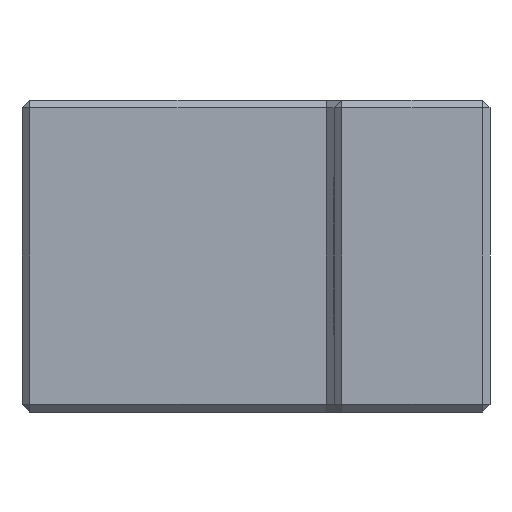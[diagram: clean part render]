
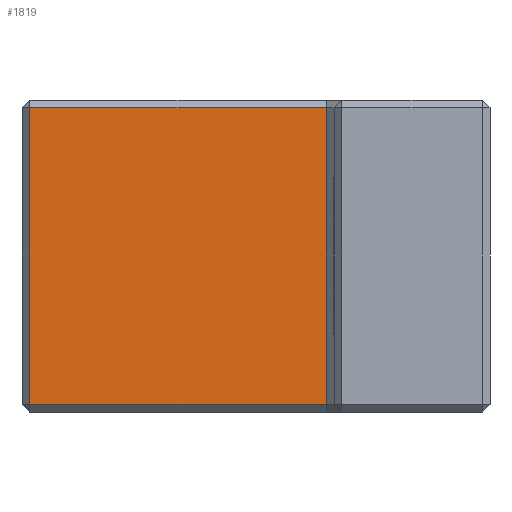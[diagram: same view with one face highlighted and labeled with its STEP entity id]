
A CAD part, left-side view. The second image highlights one B-rep face of the part: STEP entity #1819.
In plain terms, the highlighted planar face has unit normal (-1, 0, 0).
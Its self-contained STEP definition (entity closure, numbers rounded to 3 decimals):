
#68 = CARTESIAN_POINT ( 'NONE',  ( 14., 29.5, 0.5 ) ) ;
#216 = PLANE ( 'NONE',  #1325 ) ;
#237 = VERTEX_POINT ( 'NONE', #68 ) ;
#260 = ORIENTED_EDGE ( 'NONE', *, *, #2188, .T. ) ;
#303 = CARTESIAN_POINT ( 'NONE',  ( 14., 10., 0.5 ) ) ;
#377 = CARTESIAN_POINT ( 'NONE',  ( 14., 29.5, 19.5 ) ) ;
#381 = ORIENTED_EDGE ( 'NONE', *, *, #450, .T. ) ;
#407 = FACE_OUTER_BOUND ( 'NONE', #2319, .T. ) ;
#450 = EDGE_CURVE ( 'NONE', #916, #2189, #526, .T. ) ;
#512 = VECTOR ( 'NONE', #1988, 1000. ) ;
#526 = LINE ( 'NONE', #1949, #2304 ) ;
#701 = VECTOR ( 'NONE', #2056, 1000. ) ;
#736 = ORIENTED_EDGE ( 'NONE', *, *, #1575, .T. ) ;
#762 = DIRECTION ( 'NONE',  ( 1., 0., 0. ) ) ;
#916 = VERTEX_POINT ( 'NONE', #1782 ) ;
#936 = LINE ( 'NONE', #1598, #512 ) ;
#1088 = VERTEX_POINT ( 'NONE', #1157 ) ;
#1157 = CARTESIAN_POINT ( 'NONE',  ( 14., 10.5, 0.5 ) ) ;
#1217 = LINE ( 'NONE', #1938, #1365 ) ;
#1325 = AXIS2_PLACEMENT_3D ( 'NONE', #1454, #762, #1442 ) ;
#1365 = VECTOR ( 'NONE', #1414, 1000. ) ;
#1414 = DIRECTION ( 'NONE',  ( 0., 0., -1. ) ) ;
#1442 = DIRECTION ( 'NONE',  ( 0., 1., 0. ) ) ;
#1454 = CARTESIAN_POINT ( 'NONE',  ( 14., 10., 20. ) ) ;
#1575 = EDGE_CURVE ( 'NONE', #237, #1088, #1902, .T. ) ;
#1591 = ORIENTED_EDGE ( 'NONE', *, *, #1724, .T. ) ;
#1598 = CARTESIAN_POINT ( 'NONE',  ( 14., 10.5, 20. ) ) ;
#1724 = EDGE_CURVE ( 'NONE', #2189, #237, #1217, .T. ) ;
#1782 = CARTESIAN_POINT ( 'NONE',  ( 14., 10.5, 19.5 ) ) ;
#1819 = ADVANCED_FACE ( 'NONE', ( #407 ), #216, .F. ) ;
#1902 = LINE ( 'NONE', #303, #701 ) ;
#1938 = CARTESIAN_POINT ( 'NONE',  ( 14., 29.5, 20. ) ) ;
#1949 = CARTESIAN_POINT ( 'NONE',  ( 14., 30., 19.5 ) ) ;
#1988 = DIRECTION ( 'NONE',  ( 0., 0., 1. ) ) ;
#2056 = DIRECTION ( 'NONE',  ( 0., -1., 0. ) ) ;
#2111 = DIRECTION ( 'NONE',  ( 0., 1., 0. ) ) ;
#2188 = EDGE_CURVE ( 'NONE', #1088, #916, #936, .T. ) ;
#2189 = VERTEX_POINT ( 'NONE', #377 ) ;
#2304 = VECTOR ( 'NONE', #2111, 1000. ) ;
#2319 = EDGE_LOOP ( 'NONE', ( #1591, #736, #260, #381 ) ) ;
